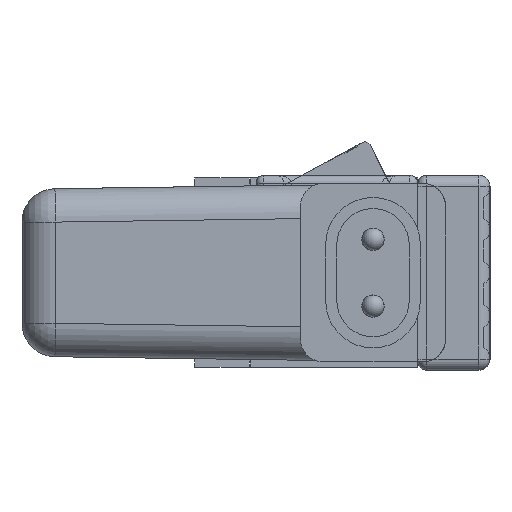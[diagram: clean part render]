
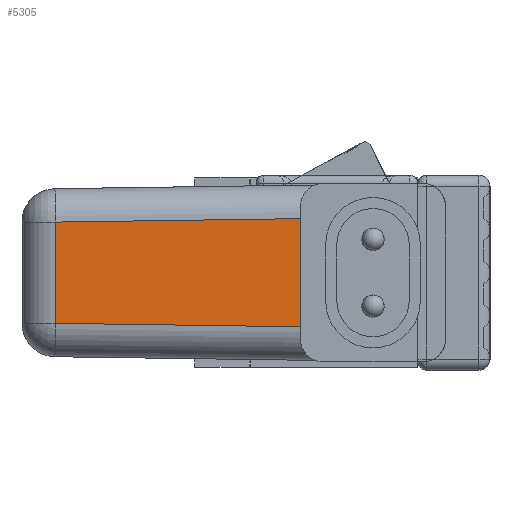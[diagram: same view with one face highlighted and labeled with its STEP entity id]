
A CAD part, left-side view. The second image highlights one B-rep face of the part: STEP entity #5305.
In plain terms, the highlighted planar face has unit normal (-1, 0, 0).
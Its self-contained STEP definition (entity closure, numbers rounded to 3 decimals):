
#76 = DIRECTION ( 'NONE',  ( 0., 1., -0.014 ) ) ;
#459 = CARTESIAN_POINT ( 'NONE',  ( -295., 17., 4.852 ) ) ;
#565 = CARTESIAN_POINT ( 'NONE',  ( -295., 39., 4.542 ) ) ;
#626 = ORIENTED_EDGE ( 'NONE', *, *, #6827, .T. ) ;
#1126 = VERTEX_POINT ( 'NONE', #5045 ) ;
#1229 = VECTOR ( 'NONE', #4964, 1000. ) ;
#1391 = LINE ( 'NONE', #1896, #4484 ) ;
#1425 = CARTESIAN_POINT ( 'NONE',  ( -295., 39., 0. ) ) ;
#1487 = DIRECTION ( 'NONE',  ( 0., 0., -1. ) ) ;
#1511 = DIRECTION ( 'NONE',  ( 0., 0., -1. ) ) ;
#1589 = CARTESIAN_POINT ( 'NONE',  ( -295., 17., -4.852 ) ) ;
#1689 = ORIENTED_EDGE ( 'NONE', *, *, #3802, .F. ) ;
#1710 = VERTEX_POINT ( 'NONE', #1589 ) ;
#1896 = CARTESIAN_POINT ( 'NONE',  ( -295., 17., 8. ) ) ;
#1973 = EDGE_CURVE ( 'NONE', #6298, #1126, #4373, .T. ) ;
#2310 = PLANE ( 'NONE',  #3786 ) ;
#3786 = AXIS2_PLACEMENT_3D ( 'NONE', #6423, #6420, #6405 ) ;
#3802 = EDGE_CURVE ( 'NONE', #5554, #1710, #1391, .T. ) ;
#3875 = EDGE_LOOP ( 'NONE', ( #6329, #1689, #626, #4433 ) ) ;
#4321 = LINE ( 'NONE', #4887, #1229 ) ;
#4373 = LINE ( 'NONE', #1425, #6974 ) ;
#4433 = ORIENTED_EDGE ( 'NONE', *, *, #1973, .T. ) ;
#4484 = VECTOR ( 'NONE', #1487, 1000. ) ;
#4757 = CARTESIAN_POINT ( 'NONE',  ( -295., 0.072, 5.09 ) ) ;
#4887 = CARTESIAN_POINT ( 'NONE',  ( -295., 0.072, -5.09 ) ) ;
#4964 = DIRECTION ( 'NONE',  ( 0., -1., -0.014 ) ) ;
#5045 = CARTESIAN_POINT ( 'NONE',  ( -295., 39., -4.542 ) ) ;
#5305 = ADVANCED_FACE ( 'NONE', ( #6671 ), #2310, .T. ) ;
#5398 = EDGE_CURVE ( 'NONE', #1126, #1710, #4321, .T. ) ;
#5554 = VERTEX_POINT ( 'NONE', #459 ) ;
#6298 = VERTEX_POINT ( 'NONE', #565 ) ;
#6329 = ORIENTED_EDGE ( 'NONE', *, *, #5398, .T. ) ;
#6405 = DIRECTION ( 'NONE',  ( 0., 0., 1. ) ) ;
#6420 = DIRECTION ( 'NONE',  ( -1., 0., 0. ) ) ;
#6423 = CARTESIAN_POINT ( 'NONE',  ( -295., 0., 0. ) ) ;
#6671 = FACE_OUTER_BOUND ( 'NONE', #3875, .T. ) ;
#6819 = VECTOR ( 'NONE', #76, 1000. ) ;
#6827 = EDGE_CURVE ( 'NONE', #5554, #6298, #7358, .T. ) ;
#6974 = VECTOR ( 'NONE', #1511, 1000. ) ;
#7358 = LINE ( 'NONE', #4757, #6819 ) ;
